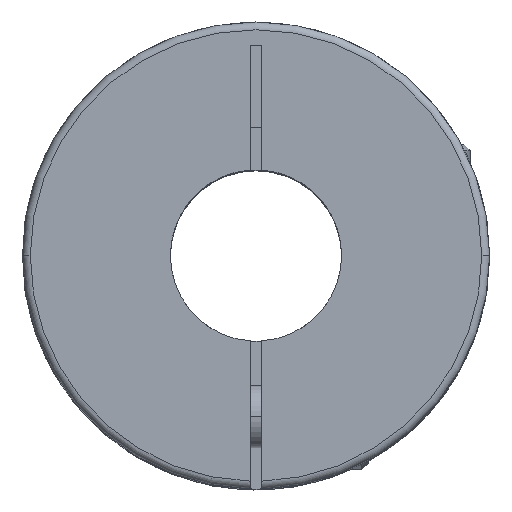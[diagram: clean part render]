
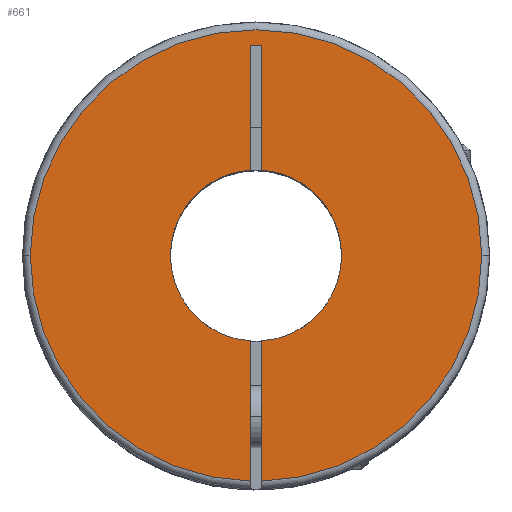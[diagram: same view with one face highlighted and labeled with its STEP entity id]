
A CAD part, top view. The second image highlights one B-rep face of the part: STEP entity #661.
In plain terms, the highlighted planar face has unit normal (0, 0, 1).
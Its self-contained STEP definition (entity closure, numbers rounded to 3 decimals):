
#60 = VECTOR ( 'NONE', #3865, 1000. ) ;
#270 = FACE_OUTER_BOUND ( 'NONE', #1678, .T. ) ;
#274 = DIRECTION ( 'NONE',  ( 0., 0., -1. ) ) ;
#317 = CARTESIAN_POINT ( 'NONE',  ( 0.75, -10.974, 0. ) ) ;
#447 = CIRCLE ( 'NONE', #3608, 11. ) ;
#452 = EDGE_CURVE ( 'NONE', #1258, #2262, #447, .T. ) ;
#513 = CIRCLE ( 'NONE', #3546, 11. ) ;
#524 = CIRCLE ( 'NONE', #2786, 11. ) ;
#537 = CARTESIAN_POINT ( 'NONE',  ( 0.75, -28.99, 0. ) ) ;
#570 = ORIENTED_EDGE ( 'NONE', *, *, #3641, .F. ) ;
#633 = CARTESIAN_POINT ( 'NONE',  ( 0., 0., 0. ) ) ;
#661 = ADVANCED_FACE ( 'NONE', ( #270 ), #3947, .F. ) ;
#806 = CARTESIAN_POINT ( 'NONE',  ( 0.75, 27., 0. ) ) ;
#836 = VECTOR ( 'NONE', #3778, 1000. ) ;
#863 = CARTESIAN_POINT ( 'NONE',  ( 0.75, 27., 0. ) ) ;
#912 = ORIENTED_EDGE ( 'NONE', *, *, #1731, .T. ) ;
#922 = VERTEX_POINT ( 'NONE', #1036 ) ;
#932 = ORIENTED_EDGE ( 'NONE', *, *, #1635, .F. ) ;
#938 = DIRECTION ( 'NONE',  ( 0., 0., -1. ) ) ;
#978 = DIRECTION ( 'NONE',  ( -1., 0., 0. ) ) ;
#981 = DIRECTION ( 'NONE',  ( 0., 0., -1. ) ) ;
#999 = DIRECTION ( 'NONE',  ( -1., 0., 0. ) ) ;
#1033 = LINE ( 'NONE', #2539, #836 ) ;
#1036 = CARTESIAN_POINT ( 'NONE',  ( 29., 0., 0. ) ) ;
#1131 = CARTESIAN_POINT ( 'NONE',  ( -0.75, 27., 0. ) ) ;
#1173 = EDGE_CURVE ( 'NONE', #2789, #2250, #2281, .T. ) ;
#1184 = CARTESIAN_POINT ( 'NONE',  ( 0., 0., 0. ) ) ;
#1187 = CARTESIAN_POINT ( 'NONE',  ( 0., 0., 0. ) ) ;
#1245 = CIRCLE ( 'NONE', #1941, 29. ) ;
#1258 = VERTEX_POINT ( 'NONE', #3349 ) ;
#1340 = DIRECTION ( 'NONE',  ( -1., 0., 0. ) ) ;
#1399 = LINE ( 'NONE', #2635, #60 ) ;
#1530 = DIRECTION ( 'NONE',  ( 0., 1., 0. ) ) ;
#1635 = EDGE_CURVE ( 'NONE', #3430, #3916, #1687, .T. ) ;
#1666 = CARTESIAN_POINT ( 'NONE',  ( 0., 0., 0. ) ) ;
#1678 = EDGE_LOOP ( 'NONE', ( #932, #570, #2685, #1805, #1788, #2992, #3882, #912, #2925, #3514, #3757 ) ) ;
#1687 = CIRCLE ( 'NONE', #3110, 29. ) ;
#1713 = VERTEX_POINT ( 'NONE', #537 ) ;
#1721 = CARTESIAN_POINT ( 'NONE',  ( 0., 0., 0. ) ) ;
#1731 = EDGE_CURVE ( 'NONE', #2493, #3576, #524, .T. ) ;
#1765 = DIRECTION ( 'NONE',  ( 0., 0., -1. ) ) ;
#1788 = ORIENTED_EDGE ( 'NONE', *, *, #3387, .F. ) ;
#1803 = DIRECTION ( 'NONE',  ( 0., -1., 0. ) ) ;
#1805 = ORIENTED_EDGE ( 'NONE', *, *, #3930, .T. ) ;
#1882 = CARTESIAN_POINT ( 'NONE',  ( -29., 0., 0. ) ) ;
#1941 = AXIS2_PLACEMENT_3D ( 'NONE', #633, #981, #999 ) ;
#2101 = DIRECTION ( 'NONE',  ( 0., 0., -1. ) ) ;
#2159 = CARTESIAN_POINT ( 'NONE',  ( 0.75, -30., 0. ) ) ;
#2250 = VERTEX_POINT ( 'NONE', #1131 ) ;
#2257 = AXIS2_PLACEMENT_3D ( 'NONE', #1721, #3544, #1340 ) ;
#2262 = VERTEX_POINT ( 'NONE', #3054 ) ;
#2281 = LINE ( 'NONE', #806, #3722 ) ;
#2299 = DIRECTION ( 'NONE',  ( -1., 0., 0. ) ) ;
#2341 = EDGE_CURVE ( 'NONE', #2493, #2789, #3032, .T. ) ;
#2493 = VERTEX_POINT ( 'NONE', #2862 ) ;
#2512 = CARTESIAN_POINT ( 'NONE',  ( 0., 0., 0. ) ) ;
#2513 = CARTESIAN_POINT ( 'NONE',  ( -0.75, 27., 0. ) ) ;
#2539 = CARTESIAN_POINT ( 'NONE',  ( -0.75, 27., 0. ) ) ;
#2546 = DIRECTION ( 'NONE',  ( -1., 0., 0. ) ) ;
#2557 = AXIS2_PLACEMENT_3D ( 'NONE', #1184, #2101, #1803 ) ;
#2586 = CARTESIAN_POINT ( 'NONE',  ( -0.75, -28.99, 0. ) ) ;
#2635 = CARTESIAN_POINT ( 'NONE',  ( 0.75, -30., 0. ) ) ;
#2685 = ORIENTED_EDGE ( 'NONE', *, *, #452, .T. ) ;
#2755 = CARTESIAN_POINT ( 'NONE',  ( 0., 0., 0. ) ) ;
#2786 = AXIS2_PLACEMENT_3D ( 'NONE', #1187, #274, #3281 ) ;
#2789 = VERTEX_POINT ( 'NONE', #863 ) ;
#2862 = CARTESIAN_POINT ( 'NONE',  ( 0.75, 10.974, 0. ) ) ;
#2868 = EDGE_CURVE ( 'NONE', #3916, #922, #1245, .T. ) ;
#2925 = ORIENTED_EDGE ( 'NONE', *, *, #3782, .F. ) ;
#2992 = ORIENTED_EDGE ( 'NONE', *, *, #1173, .F. ) ;
#3032 = LINE ( 'NONE', #2159, #3148 ) ;
#3054 = CARTESIAN_POINT ( 'NONE',  ( -11., 0., 0. ) ) ;
#3106 = LINE ( 'NONE', #2513, #3934 ) ;
#3110 = AXIS2_PLACEMENT_3D ( 'NONE', #1666, #1765, #3604 ) ;
#3148 = VECTOR ( 'NONE', #1530, 1000. ) ;
#3265 = VERTEX_POINT ( 'NONE', #3704 ) ;
#3281 = DIRECTION ( 'NONE',  ( -1., 0., 0. ) ) ;
#3291 = CIRCLE ( 'NONE', #2257, 29. ) ;
#3349 = CARTESIAN_POINT ( 'NONE',  ( -0.75, -10.974, 0. ) ) ;
#3387 = EDGE_CURVE ( 'NONE', #2250, #3265, #1033, .T. ) ;
#3423 = DIRECTION ( 'NONE',  ( 0., -1., 0. ) ) ;
#3430 = VERTEX_POINT ( 'NONE', #2586 ) ;
#3441 = DIRECTION ( 'NONE',  ( 0., 0., -1. ) ) ;
#3514 = ORIENTED_EDGE ( 'NONE', *, *, #3738, .F. ) ;
#3544 = DIRECTION ( 'NONE',  ( 0., 0., -1. ) ) ;
#3546 = AXIS2_PLACEMENT_3D ( 'NONE', #2755, #938, #978 ) ;
#3576 = VERTEX_POINT ( 'NONE', #317 ) ;
#3604 = DIRECTION ( 'NONE',  ( -1., 0., 0. ) ) ;
#3608 = AXIS2_PLACEMENT_3D ( 'NONE', #2512, #3441, #2546 ) ;
#3641 = EDGE_CURVE ( 'NONE', #1258, #3430, #3106, .T. ) ;
#3704 = CARTESIAN_POINT ( 'NONE',  ( -0.75, 10.974, 0. ) ) ;
#3722 = VECTOR ( 'NONE', #2299, 1000. ) ;
#3738 = EDGE_CURVE ( 'NONE', #922, #1713, #3291, .T. ) ;
#3757 = ORIENTED_EDGE ( 'NONE', *, *, #2868, .F. ) ;
#3778 = DIRECTION ( 'NONE',  ( 0., -1., 0. ) ) ;
#3782 = EDGE_CURVE ( 'NONE', #1713, #3576, #1399, .T. ) ;
#3865 = DIRECTION ( 'NONE',  ( 0., 1., 0. ) ) ;
#3882 = ORIENTED_EDGE ( 'NONE', *, *, #2341, .F. ) ;
#3916 = VERTEX_POINT ( 'NONE', #1882 ) ;
#3930 = EDGE_CURVE ( 'NONE', #2262, #3265, #513, .T. ) ;
#3934 = VECTOR ( 'NONE', #3423, 1000. ) ;
#3947 = PLANE ( 'NONE',  #2557 ) ;
